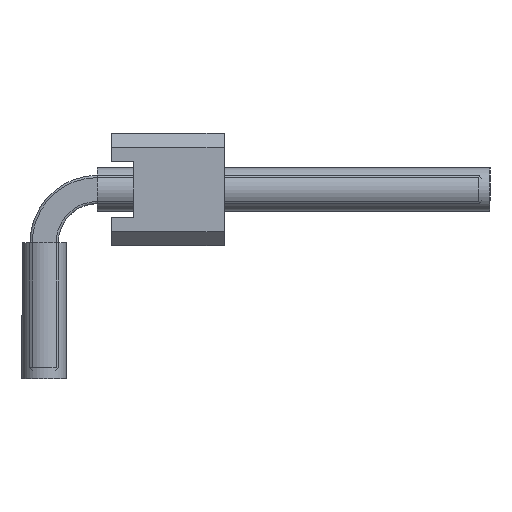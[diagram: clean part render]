
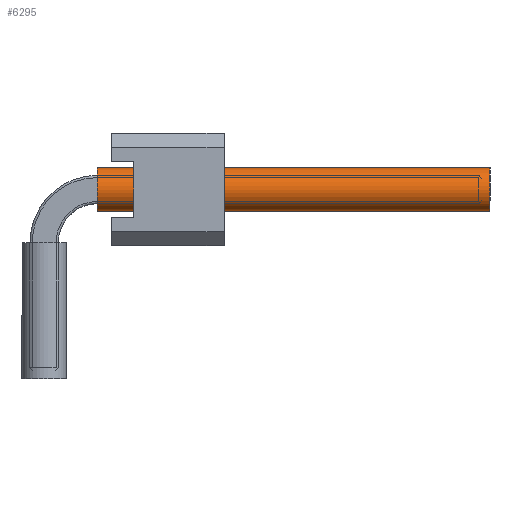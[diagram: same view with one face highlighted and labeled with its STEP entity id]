
A CAD part, left-side view. The second image highlights one B-rep face of the part: STEP entity #6295.
In plain terms, the highlighted cylindrical face has radius 0.5 mm (diameter 1 mm), a full revolution.
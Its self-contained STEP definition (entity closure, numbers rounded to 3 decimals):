
#3544=ORIENTED_EDGE('',*,*,#4440,.F.);
#3545=ORIENTED_EDGE('',*,*,#4441,.T.);
#4440=EDGE_CURVE('',#5036,#5036,#5208,.T.);
#4441=EDGE_CURVE('',#5037,#5037,#5209,.T.);
#5036=VERTEX_POINT('',#10387);
#5037=VERTEX_POINT('',#10389);
#5208=CIRCLE('',#6831,0.5);
#5209=CIRCLE('',#6832,0.5);
#5554=EDGE_LOOP('',(#3544));
#5555=EDGE_LOOP('',(#3545));
#5900=FACE_BOUND('',#5554,.T.);
#5901=FACE_BOUND('',#5555,.T.);
#5989=CYLINDRICAL_SURFACE('',#6830,0.5);
#6295=ADVANCED_FACE('',(#5900,#5901),#5989,.F.);
#6830=AXIS2_PLACEMENT_3D('',#10385,#8546,#8547);
#6831=AXIS2_PLACEMENT_3D('',#10386,#8548,#8549);
#6832=AXIS2_PLACEMENT_3D('',#10388,#8550,#8551);
#8546=DIRECTION('',(1.,0.,0.));
#8547=DIRECTION('',(0.,0.,-1.));
#8548=DIRECTION('',(-1.,0.,0.));
#8549=DIRECTION('',(0.,0.,1.));
#8550=DIRECTION('',(-1.,0.,0.));
#8551=DIRECTION('',(0.,0.,1.));
#10385=CARTESIAN_POINT('',(1.2,0.,4.27));
#10386=CARTESIAN_POINT('',(10.06,0.,4.27));
#10387=CARTESIAN_POINT('',(10.06,0.,4.77));
#10388=CARTESIAN_POINT('',(1.2,0.,4.27));
#10389=CARTESIAN_POINT('',(1.2,0.,4.77));
